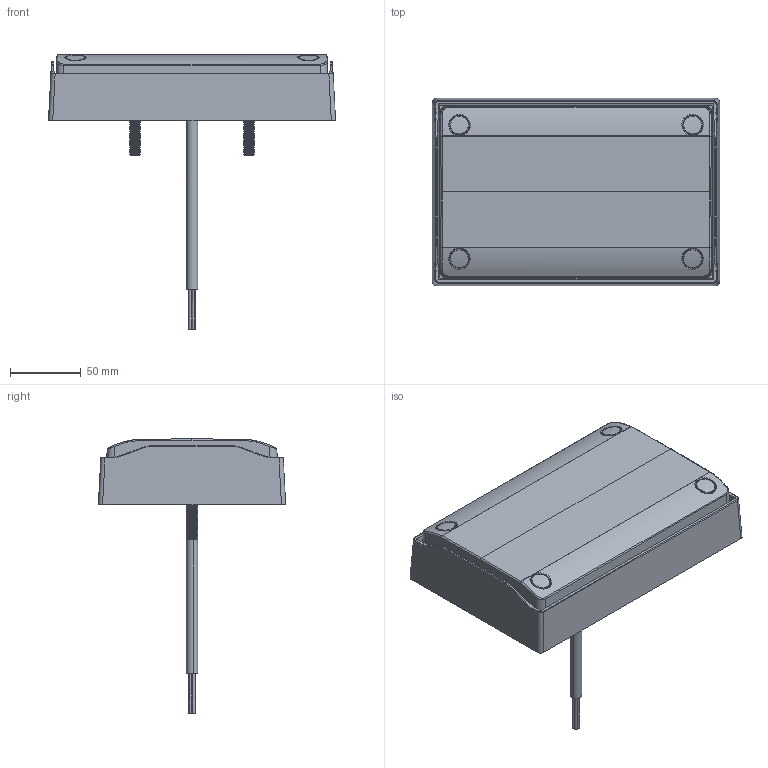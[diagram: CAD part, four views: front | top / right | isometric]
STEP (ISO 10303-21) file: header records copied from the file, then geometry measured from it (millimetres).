
FILE_DESCRIPTION (( 'STEP AP203' ), '1' );
FILE_NAME ('Model 88_Single_Customer.STEP', '2024-08-05T05:13:18', ( '' ), ( '' ), 'SwSTEP 2.0', 'SolidWorks 2022', '' );
FILE_SCHEMA (( 'CONFIG_CONTROL_DESIGN' ));
Length unit declared in the file: millimetre
Products named in the file (1): Model 88_Single_Customer
Bounding box: 202.47 x 132.12 x 193.49 mm (x, y, z)
Volume: 1023494.9 mm3; surface area: 178119.7 mm2
Topology: 2 solids, 3 shells, 871 faces, 2190 edges, 1370 vertices
Faces by surface type: bspline 227, cone 218, cylinder 214, plane 197, torus 10, sphere 5
Entity records: 39925 total; most frequent: CARTESIAN_POINT 20932, ORIENTED_EDGE 4374, DIRECTION 3451, EDGE_CURVE 2187, VERTEX_POINT 1370, AXIS2_PLACEMENT_3D 1319, EDGE_LOOP 919, FACE_OUTER_BOUND 871
